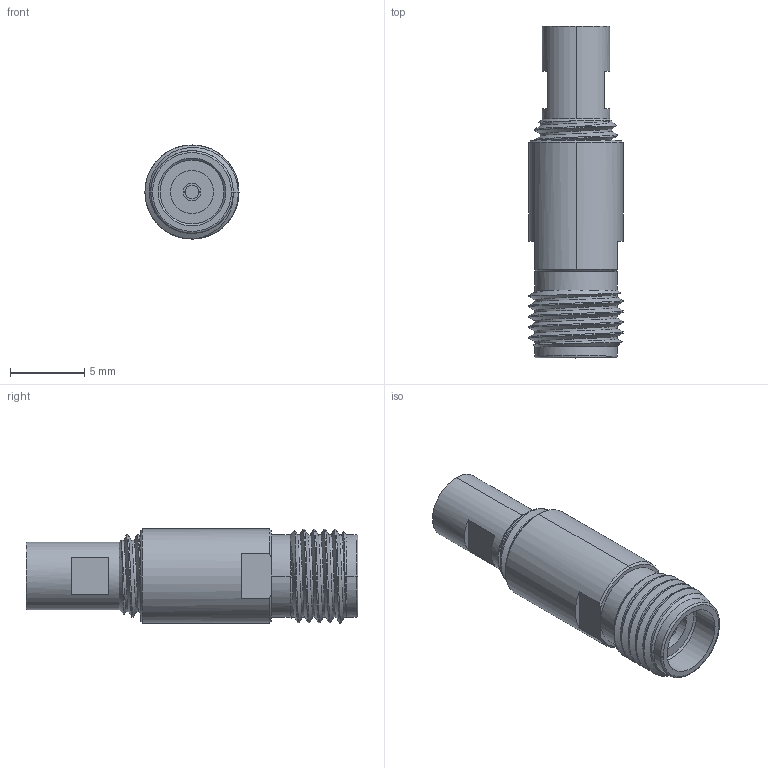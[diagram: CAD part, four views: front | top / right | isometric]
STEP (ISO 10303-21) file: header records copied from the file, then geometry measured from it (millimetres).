
FILE_DESCRIPTION (( 'STEP AP203' ), '1' );
FILE_NAME ('SM8854.step', '2018-10-23T14:18:51', ( '' ), ( '' ), 'SwSTEP 2.0', 'SolidWorks 2017', '' );
FILE_SCHEMA (( 'CONFIG_CONTROL_DESIGN' ));
Length unit declared in the file: inch
Products named in the file (1): SM8854
Bounding box: 6.35 x 22.4 x 6.35 mm (x, y, z)
Volume: 484.3 mm3; surface area: 636 mm2
Topology: 1 solids, 1 shells, 107 faces, 257 edges, 159 vertices
Faces by surface type: cylinder 45, plane 29, cone 23, bspline 6, torus 2, sphere 2
Entity records: 5911 total; most frequent: CARTESIAN_POINT 3461, ORIENTED_EDGE 510, DIRECTION 487, EDGE_CURVE 255, AXIS2_PLACEMENT_3D 196, VERTEX_POINT 159, EDGE_LOOP 116, ADVANCED_FACE 107
